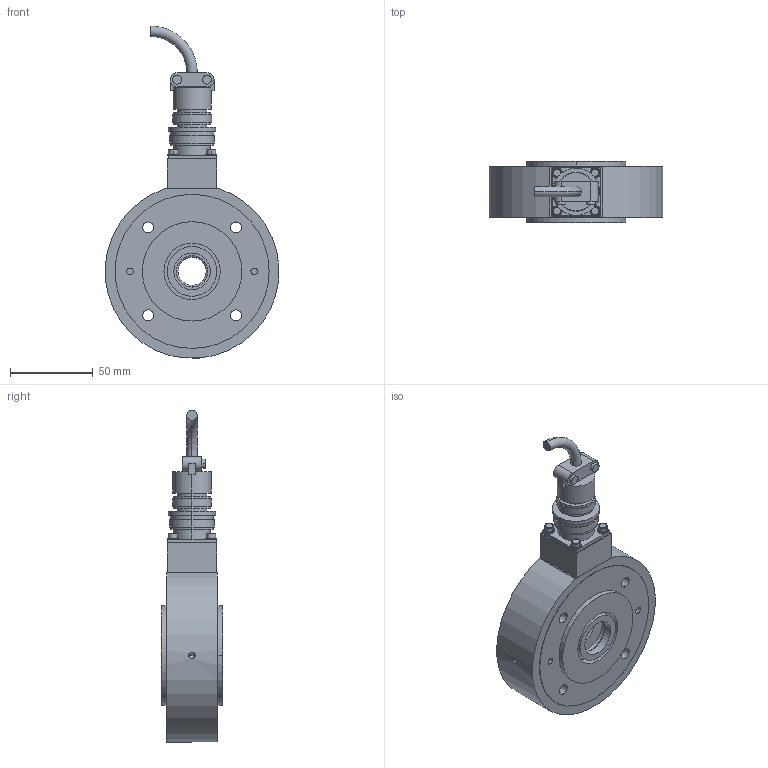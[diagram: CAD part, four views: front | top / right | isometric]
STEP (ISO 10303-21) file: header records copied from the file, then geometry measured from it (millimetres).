
FILE_DESCRIPTION((''),'2;1');
FILE_NAME('50016.stp','2007-09-21T14:06:37',(''),(''),'Mechanical Desktop 2007','Mechanical Desktop 2007',', , ');
FILE_SCHEMA(('CONFIG_CONTROL_DESIGN'));
Length unit declared in the file: millimetre
Products named in the file (26): ZEICHNUNG3; L50016; L4795904; L47958A; L47958; L49026; TEIL1AA; I-6KT_SCHRAUBE_M5X25_NK; I-6KT_SCHRAUBE_M5X25_NKA; I-6KT_SCHRAUBE_M3X25A; I-6KT_SCHRAUBE_M3X25; FEDERRING_M3A; FEDERRING_M3; V_RING_V22AA; V_RING_V22A; FLANSCHDOSE_14S-2P 4-POLIG; FLANSCHDOSE_14S-2P_4-POLIG; PENDELKUGELLAGER_1203TV; PENDELKUGELLAGER_1203TVA; SICHERUNGSRING_J40; SICHERUNGSRING_J40A; L48989; TEIL1; L4340302; TEIL1A; RM_SDB
Assembly tree (36 placements, depth 4):
  ZEICHNUNG3
    L50016
      L4795904
      L47958A
        L47958
      L49026
        TEIL1AA
      I-6KT_SCHRAUBE_M5X25_NK  x2
        I-6KT_SCHRAUBE_M5X25_NKA
      I-6KT_SCHRAUBE_M3X25A  x4
        I-6KT_SCHRAUBE_M3X25
      FEDERRING_M3A  x4
        FEDERRING_M3
      V_RING_V22AA  x2
        V_RING_V22A
      FLANSCHDOSE_14S-2P 4-POLIG
        FLANSCHDOSE_14S-2P_4-POLIG
      PENDELKUGELLAGER_1203TV
        PENDELKUGELLAGER_1203TVA
      SICHERUNGSRING_J40
        SICHERUNGSRING_J40A
      L48989
        TEIL1
      L4340302  x2
        TEIL1A
    RM_SDB  x3
Bounding box: 104.91 x 37.2 x 200.46 mm (x, y, z)
Volume: 288145.5 mm3; surface area: 104822.4 mm2
Topology: 21 solids, 21 shells, 401 faces, 946 edges, 627 vertices
Faces by surface type: cylinder 233, plane 116, cone 26, torus 22, bspline 4
Entity records: 10349 total; most frequent: CARTESIAN_POINT 1929, DIRECTION 1840, ORIENTED_EDGE 1428, AXIS2_PLACEMENT_3D 787, EDGE_CURVE 714, VERTEX_POINT 477, CIRCLE 430, EDGE_LOOP 425
